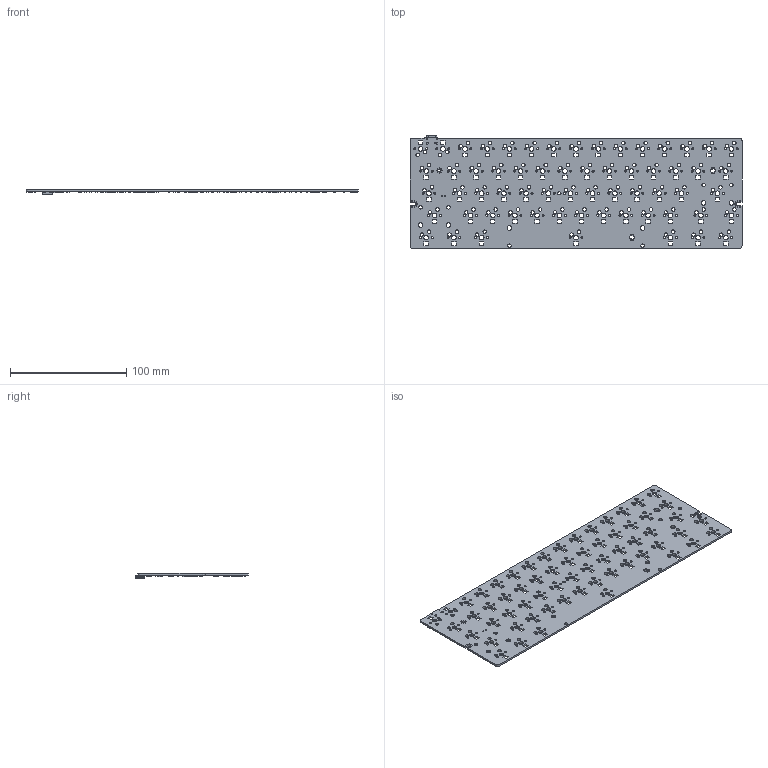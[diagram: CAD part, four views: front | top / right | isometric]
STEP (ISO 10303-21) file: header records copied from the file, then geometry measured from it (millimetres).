
FILE_DESCRIPTION(('KiCad electronic assembly'),'2;1');
FILE_NAME('Instant60_Tsangan_PCB.step','2022-10-05T20:32:31',('Pcbnew'), ('Kicad'),'Open CASCADE STEP processor 7.6','KiCad to STEP converter', 'Unknown');
FILE_SCHEMA(('AUTOMOTIVE_DESIGN { 1 0 10303 214 1 1 1 1 }'));
Length unit declared in the file: millimetre
Products named in the file (26): Instant60_Tsangan_PCB 1; LED_WS2812B_PLCC4_5.0x5.0mm_P3.2mm; SOLID; SW_SPDT_PCM12; SOT-23; C_0603_1608Metric; D_SOD-123F; HRO  TYPE-C-31-M-12; R_0603_1608Metric; SOT-23-6; SOT-23-5; LQFP-48_7x7mm_P0.5mm; Fuse_1206_3216Metric; SW_SPST_TL3342; _autosave-Instant60 PCB
Assembly tree (187 placements, depth 3):
  Instant60_Tsangan_PCB 1
    LED_WS2812B_PLCC4_5.0x5.0mm_P3.2mm  x14
      SOLID
    SW_SPDT_PCM12
      SOLID
    SOT-23
      SOLID
    C_0603_1608Metric  x23
      SOLID
    D_SOD-123F  x63
      SOLID
    HRO  TYPE-C-31-M-12
      SOLID
    R_0603_1608Metric  x66
      SOLID
    SOT-23-6
      SOLID
    SOT-23-5
      SOLID
    LQFP-48_7x7mm_P0.5mm
      SOLID
    Fuse_1206_3216Metric
      SOLID
    SW_SPST_TL3342
      SOLID
    _autosave-Instant60 PCB
Bounding box: 285 x 96.71 x 4.86 mm (x, y, z)
Volume: 39532.3 mm3; surface area: 59124.8 mm2
Topology: 175 solids, 176 shells, 7243 faces, 18852 edges, 12043 vertices
Faces by surface type: bspline 6582, cylinder 385, plane 276
Full cylindrical faces by diameter (mm): 0.5 x34, 0.65 x2, 0.9 x2, 1.75 x124, 2.499 x1, 3 x124, 3.048 x6, 3.988 x68
Entity records: 166809 total; most frequent: CARTESIAN_POINT 54196, ORIENTED_EDGE 13030, PCURVE 13030, DEFINITIONAL_REPRESENTATION 13030, B_SPLINE_CURVE_WITH_KNOTS 12144, DIRECTION 8399, EDGE_CURVE 6515, SURFACE_CURVE 6141
